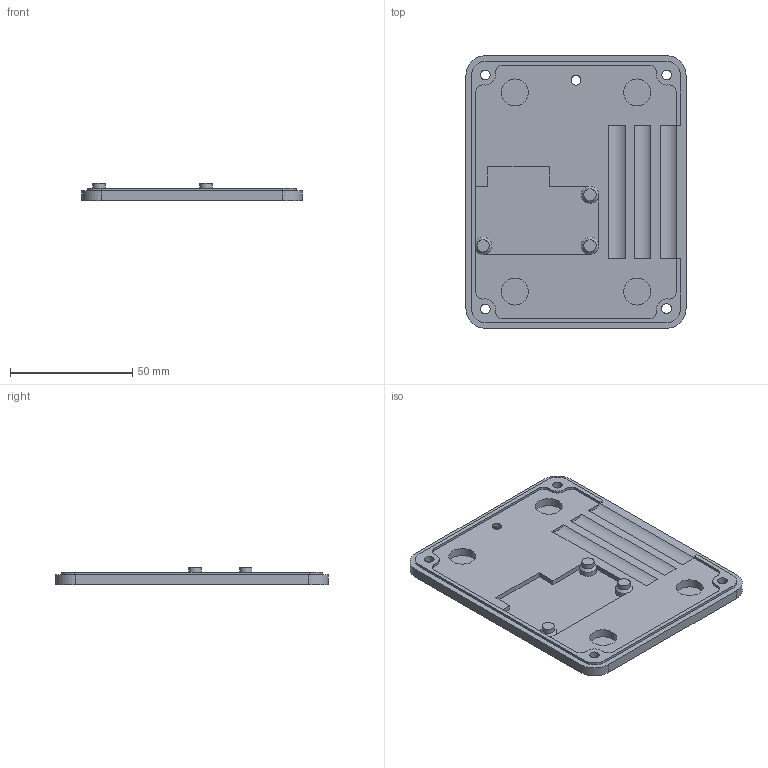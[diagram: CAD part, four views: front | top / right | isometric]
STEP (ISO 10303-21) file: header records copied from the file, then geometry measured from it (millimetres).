
FILE_DESCRIPTION(/* description */ (''),/* implementation_level */ '2;1');
FILE_NAME(/* name */ 'Cover v30.step',/* time_stamp */ '2020-02-29T18:10:23+01:00',/* author */ (''),/* organization */ (''),/* preprocessor_version */ 'ST-DEVELOPER v18',/* originating_system */ 'Autodesk Translation Framework v8.12.0.6',/* authorisation */ '');
FILE_SCHEMA (('AUTOMOTIVE_DESIGN { 1 0 10303 214 3 1 1 }'));
Length unit declared in the file: millimetre
Products named in the file (1): Cover
Bounding box: 90 x 111.4 x 7 mm (x, y, z)
Volume: 35110.5 mm3; surface area: 23403.5 mm2
Topology: 1 solids, 1 shells, 87 faces, 235 edges, 156 vertices
Faces by surface type: plane 41, cylinder 39, cone 7
Full cylindrical faces by diameter (mm): 4 x5, 5 x3, 11 x4
Entity records: 2824 total; most frequent: DIRECTION 509, CARTESIAN_POINT 481, ORIENTED_EDGE 470, EDGE_CURVE 235, AXIS2_PLACEMENT_3D 187, VERTEX_POINT 156, LINE 135, VECTOR 135
